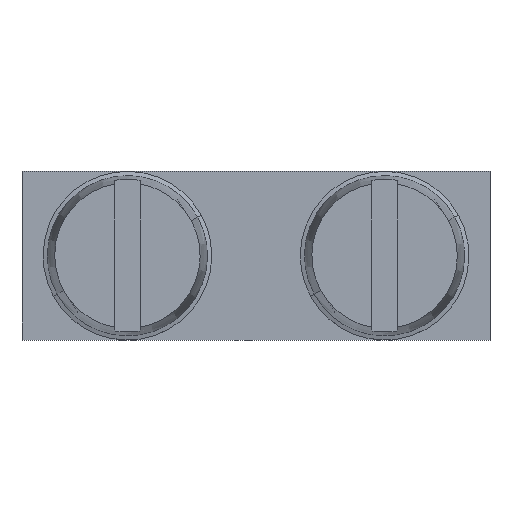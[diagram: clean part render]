
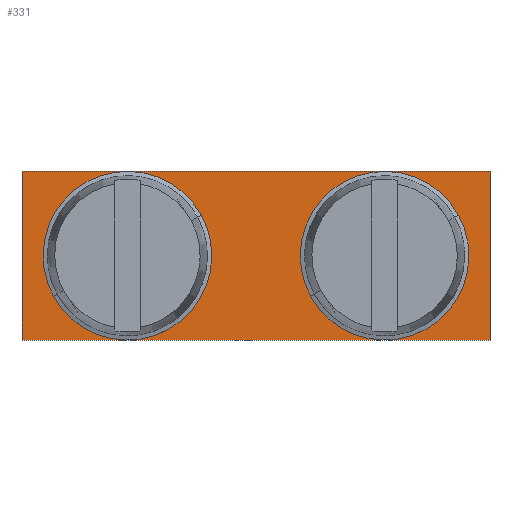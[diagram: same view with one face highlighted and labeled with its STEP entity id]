
A CAD part, top view. The second image highlights one B-rep face of the part: STEP entity #331.
In plain terms, the highlighted planar face has unit normal (0, 0, 1).
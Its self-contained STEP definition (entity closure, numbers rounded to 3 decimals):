
#186=AXIS2_PLACEMENT_3D('Circle Axis2P3D',#184,#185,$) ;
#270=AXIS2_PLACEMENT_3D('Circle Axis2P3D',#268,#269,$) ;
#283=AXIS2_PLACEMENT_3D('Plane Axis2P3D',#280,#281,#282) ;
#302=AXIS2_PLACEMENT_3D('Circle Axis2P3D',#300,#301,$) ;
#316=AXIS2_PLACEMENT_3D('Circle Axis2P3D',#314,#315,$) ;
#41=CARTESIAN_POINT('Vertex',(0.,4.,9.)) ;
#46=CARTESIAN_POINT('Line Origine',(5.55,4.,9.)) ;
#50=CARTESIAN_POINT('Vertex',(11.1,4.,9.)) ;
#77=CARTESIAN_POINT('Line Origine',(11.1,2.,9.)) ;
#81=CARTESIAN_POINT('Vertex',(11.1,0.,9.)) ;
#108=CARTESIAN_POINT('Line Origine',(5.55,0.,9.)) ;
#112=CARTESIAN_POINT('Vertex',(0.,0.,9.)) ;
#139=CARTESIAN_POINT('Line Origine',(0.,2.,9.)) ;
#167=CARTESIAN_POINT('Vertex',(1.265,0.725,9.)) ;
#181=CARTESIAN_POINT('Vertex',(1.265,3.275,9.)) ;
#184=CARTESIAN_POINT('Axis2P3D Location',(2.5,2.,9.)) ;
#207=CARTESIAN_POINT('Vertex',(3.735,0.725,9.)) ;
#215=CARTESIAN_POINT('Line Origine',(2.5,0.725,9.)) ;
#243=CARTESIAN_POINT('Vertex',(3.735,3.275,9.)) ;
#246=CARTESIAN_POINT('Line Origine',(2.5,3.275,9.)) ;
#268=CARTESIAN_POINT('Axis2P3D Location',(2.5,2.,9.)) ;
#280=CARTESIAN_POINT('Axis2P3D Location',(0.,4.,9.)) ;
#291=CARTESIAN_POINT('Line Origine',(8.6,0.725,9.)) ;
#295=CARTESIAN_POINT('Vertex',(9.835,0.725,9.)) ;
#297=CARTESIAN_POINT('Vertex',(7.365,0.725,9.)) ;
#300=CARTESIAN_POINT('Axis2P3D Location',(8.6,2.,9.)) ;
#304=CARTESIAN_POINT('Vertex',(7.365,3.275,9.)) ;
#307=CARTESIAN_POINT('Line Origine',(8.6,3.275,9.)) ;
#311=CARTESIAN_POINT('Vertex',(9.835,3.275,9.)) ;
#314=CARTESIAN_POINT('Axis2P3D Location',(8.6,2.,9.)) ;
#47=DIRECTION('Vector Direction',(1.,0.,0.)) ;
#78=DIRECTION('Vector Direction',(0.,-1.,0.)) ;
#109=DIRECTION('Vector Direction',(-1.,0.,0.)) ;
#140=DIRECTION('Vector Direction',(0.,1.,0.)) ;
#185=DIRECTION('Axis2P3D Direction',(0.,0.,-1.)) ;
#216=DIRECTION('Vector Direction',(1.,0.,0.)) ;
#247=DIRECTION('Vector Direction',(-1.,0.,0.)) ;
#269=DIRECTION('Axis2P3D Direction',(0.,0.,-1.)) ;
#281=DIRECTION('Axis2P3D Direction',(0.,0.,-1.)) ;
#282=DIRECTION('Axis2P3D XDirection',(1.,0.,0.)) ;
#292=DIRECTION('Vector Direction',(1.,0.,0.)) ;
#301=DIRECTION('Axis2P3D Direction',(0.,0.,-1.)) ;
#308=DIRECTION('Vector Direction',(-1.,0.,0.)) ;
#315=DIRECTION('Axis2P3D Direction',(0.,0.,-1.)) ;
#48=VECTOR('Line Direction',#47,1.) ;
#79=VECTOR('Line Direction',#78,1.) ;
#110=VECTOR('Line Direction',#109,1.) ;
#141=VECTOR('Line Direction',#140,1.) ;
#217=VECTOR('Line Direction',#216,1.) ;
#248=VECTOR('Line Direction',#247,1.) ;
#293=VECTOR('Line Direction',#292,1.) ;
#309=VECTOR('Line Direction',#308,1.) ;
#286=ORIENTED_EDGE('',*,*,#143,.F.) ;
#287=ORIENTED_EDGE('',*,*,#114,.F.) ;
#288=ORIENTED_EDGE('',*,*,#83,.F.) ;
#289=ORIENTED_EDGE('',*,*,#52,.F.) ;
#320=ORIENTED_EDGE('',*,*,#299,.T.) ;
#321=ORIENTED_EDGE('',*,*,#306,.T.) ;
#322=ORIENTED_EDGE('',*,*,#313,.T.) ;
#323=ORIENTED_EDGE('',*,*,#318,.T.) ;
#326=ORIENTED_EDGE('',*,*,#219,.T.) ;
#327=ORIENTED_EDGE('',*,*,#188,.T.) ;
#328=ORIENTED_EDGE('',*,*,#250,.T.) ;
#329=ORIENTED_EDGE('',*,*,#272,.T.) ;
#324=FACE_BOUND('',#319,.T.) ;
#330=FACE_BOUND('',#325,.T.) ;
#331=ADVANCED_FACE('QL 2 DLI.1\\Body.2',(#290,#324,#330),#284,.F.) ;
#187=CIRCLE('generated circle',#186,1.775) ;
#271=CIRCLE('generated circle',#270,1.775) ;
#303=CIRCLE('generated circle',#302,1.775) ;
#317=CIRCLE('generated circle',#316,1.775) ;
#52=EDGE_CURVE('',#42,#51,#49,.T.) ;
#83=EDGE_CURVE('',#51,#82,#80,.T.) ;
#114=EDGE_CURVE('',#82,#113,#111,.T.) ;
#143=EDGE_CURVE('',#113,#42,#142,.T.) ;
#188=EDGE_CURVE('',#168,#182,#187,.T.) ;
#219=EDGE_CURVE('',#208,#168,#218,.F.) ;
#250=EDGE_CURVE('',#182,#244,#249,.F.) ;
#272=EDGE_CURVE('',#244,#208,#271,.T.) ;
#299=EDGE_CURVE('',#296,#298,#294,.F.) ;
#306=EDGE_CURVE('',#298,#305,#303,.T.) ;
#313=EDGE_CURVE('',#305,#312,#310,.F.) ;
#318=EDGE_CURVE('',#312,#296,#317,.T.) ;
#285=EDGE_LOOP('',(#286,#287,#288,#289)) ;
#319=EDGE_LOOP('',(#320,#321,#322,#323)) ;
#325=EDGE_LOOP('',(#326,#327,#328,#329)) ;
#290=FACE_OUTER_BOUND('',#285,.T.) ;
#49=LINE('Line',#46,#48) ;
#80=LINE('Line',#77,#79) ;
#111=LINE('Line',#108,#110) ;
#142=LINE('Line',#139,#141) ;
#218=LINE('Line',#215,#217) ;
#249=LINE('Line',#246,#248) ;
#294=LINE('Line',#291,#293) ;
#310=LINE('Line',#307,#309) ;
#284=PLANE('',#283) ;
#42=VERTEX_POINT('',#41) ;
#51=VERTEX_POINT('',#50) ;
#82=VERTEX_POINT('',#81) ;
#113=VERTEX_POINT('',#112) ;
#168=VERTEX_POINT('',#167) ;
#182=VERTEX_POINT('',#181) ;
#208=VERTEX_POINT('',#207) ;
#244=VERTEX_POINT('',#243) ;
#296=VERTEX_POINT('',#295) ;
#298=VERTEX_POINT('',#297) ;
#305=VERTEX_POINT('',#304) ;
#312=VERTEX_POINT('',#311) ;
